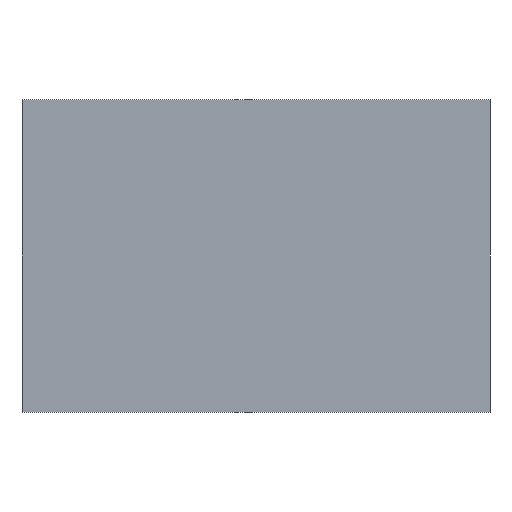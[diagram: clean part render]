
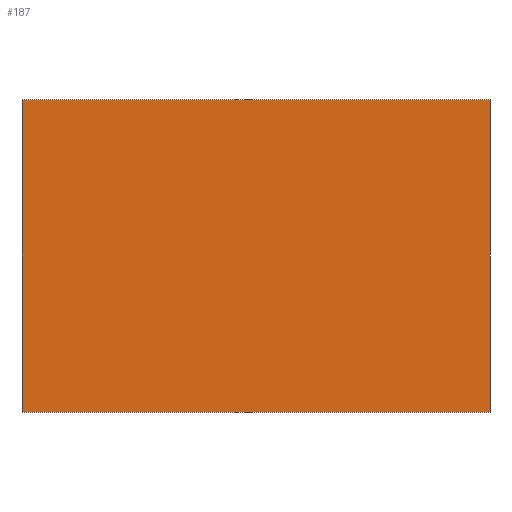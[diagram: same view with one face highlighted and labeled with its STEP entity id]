
A CAD part, front view. The second image highlights one B-rep face of the part: STEP entity #187.
In plain terms, the highlighted planar face has unit normal (0, -1, 0).
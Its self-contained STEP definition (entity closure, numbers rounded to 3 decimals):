
#61=CARTESIAN_POINT('Vertex',(0.,-62.942,0.)) ;
#66=CARTESIAN_POINT('Line Origine',(-133.35,-62.942,0.)) ;
#70=CARTESIAN_POINT('Vertex',(-266.7,-62.942,0.)) ;
#97=CARTESIAN_POINT('Line Origine',(-266.7,-62.942,88.9)) ;
#101=CARTESIAN_POINT('Vertex',(-266.7,-62.942,177.8)) ;
#128=CARTESIAN_POINT('Line Origine',(-133.35,-62.942,177.8)) ;
#132=CARTESIAN_POINT('Vertex',(0.,-62.942,177.8)) ;
#159=CARTESIAN_POINT('Line Origine',(0.,-62.942,88.9)) ;
#176=CARTESIAN_POINT('Axis2P3D Location',(0.,-62.942,0.)) ;
#67=DIRECTION('Vector Direction',(-1.,0.,0.)) ;
#98=DIRECTION('Vector Direction',(0.,0.,1.)) ;
#129=DIRECTION('Vector Direction',(1.,0.,0.)) ;
#160=DIRECTION('Vector Direction',(0.,0.,-1.)) ;
#177=DIRECTION('Axis2P3D Direction',(0.,1.,-0.)) ;
#178=DIRECTION('Axis2P3D XDirection',(-1.,0.,0.)) ;
#179=AXIS2_PLACEMENT_3D('Plane Axis2P3D',#176,#177,#178) ;
#182=ORIENTED_EDGE('',*,*,#163,.F.) ;
#183=ORIENTED_EDGE('',*,*,#134,.F.) ;
#184=ORIENTED_EDGE('',*,*,#103,.F.) ;
#185=ORIENTED_EDGE('',*,*,#72,.F.) ;
#68=VECTOR('Line Direction',#67,1.) ;
#99=VECTOR('Line Direction',#98,1.) ;
#130=VECTOR('Line Direction',#129,1.) ;
#161=VECTOR('Line Direction',#160,1.) ;
#187=ADVANCED_FACE('PartBody',(#186),#180,.F.) ;
#72=EDGE_CURVE('',#62,#71,#69,.T.) ;
#103=EDGE_CURVE('',#71,#102,#100,.T.) ;
#134=EDGE_CURVE('',#102,#133,#131,.T.) ;
#163=EDGE_CURVE('',#133,#62,#162,.T.) ;
#181=EDGE_LOOP('',(#182,#183,#184,#185)) ;
#186=FACE_OUTER_BOUND('',#181,.T.) ;
#69=LINE('Line',#66,#68) ;
#100=LINE('Line',#97,#99) ;
#131=LINE('Line',#128,#130) ;
#162=LINE('Line',#159,#161) ;
#180=PLANE('Plane',#179) ;
#62=VERTEX_POINT('',#61) ;
#71=VERTEX_POINT('',#70) ;
#102=VERTEX_POINT('',#101) ;
#133=VERTEX_POINT('',#132) ;
